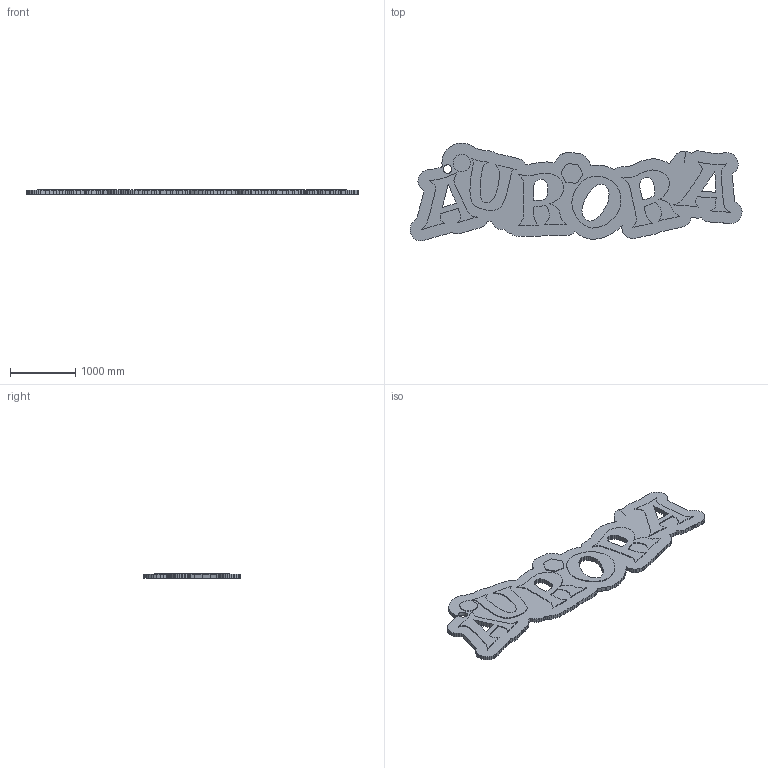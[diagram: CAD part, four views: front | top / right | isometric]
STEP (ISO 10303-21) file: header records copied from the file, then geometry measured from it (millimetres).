
FILE_DESCRIPTION(/* description */ ('STEP AP242 Edition 2','CAx-IF Rec.Pracs.---Representation and Presentation of Product Manufacturing Information (PMI)---4.0---2014-10-13','CAx-IF Rec.Pracs.---3D Tessellated Geometry---0.4---2014-09-14','2;1','CAx-IF Rec.Pracs.---User Defined Attributes---1.5---2016-08-15'),/* implementation_level */ '2;1');
FILE_NAME(/* name */ '6941377ada6d9a183846c7db',/* time_stamp */ '2025-12-16T10:42:04Z',/* author */ (''),/* organization */ (''),/* preprocessor_version */ 'ST-DEVELOPER v20',/* originating_system */ 'ONSHAPE BY PTC INC, 1.208',/* authorisation */ ' ');
FILE_SCHEMA (('AP242_MANAGED_MODEL_BASED_3D_ENGINEERING_MIM_LF { 1 0 10303 442 3 1 4 }'));
Length unit declared in the file: metre
Products named in the file (9): Part 4; Part 9; Part 7; Part 1; Part 5; Part 8; Part 2; Part 6; Part 3
Bounding box: 5107.4 x 1503.03 x 76.2 mm (x, y, z)
Volume: 354895592.7 mm3; surface area: 14950262.3 mm2
Topology: 9 solids, 9 shells, 1356 faces, 4014 edges, 2676 vertices
Faces by surface type: plane 1355, cylinder 1
Full cylindrical faces by diameter (mm): 131.289 x1
Entity records: 44620 total; most frequent: CARTESIAN_POINT 8054, ORIENTED_EDGE 8026, DIRECTION 6745, EDGE_CURVE 4013, LINE 4011, VECTOR 4011, VERTEX_POINT 2676, EDGE_LOOP 1385
